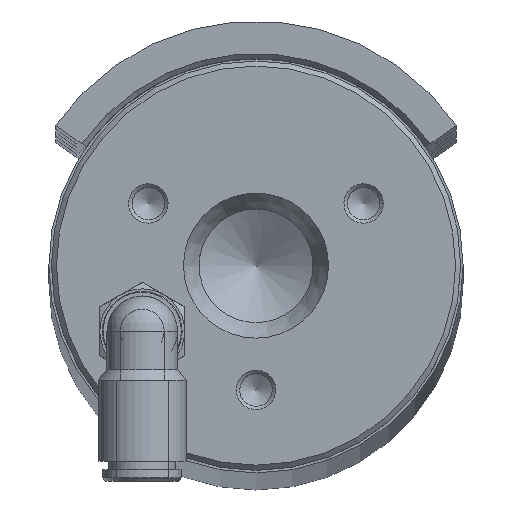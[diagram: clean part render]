
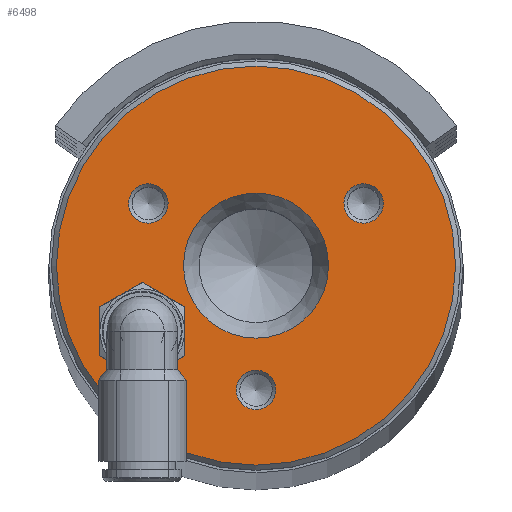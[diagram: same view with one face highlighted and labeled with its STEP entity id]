
A CAD part, top view. The second image highlights one B-rep face of the part: STEP entity #6498.
In plain terms, the highlighted face is planar.
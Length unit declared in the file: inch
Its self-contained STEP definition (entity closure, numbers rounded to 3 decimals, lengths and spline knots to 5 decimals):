
#958 = DIRECTION ( 'NONE',  ( -1., 0., 0. ) ) ;
#1077 = FACE_BOUND ( 'NONE', #8178, .T. ) ;
#1325 = DIRECTION ( 'NONE',  ( 0., 0., -1. ) ) ;
#1345 = EDGE_CURVE ( 'NONE', #10879, #10879, #2279, .T. ) ;
#1520 = CARTESIAN_POINT ( 'NONE',  ( -0.4375, 0., -1.8775 ) ) ;
#1660 = CIRCLE ( 'NONE', #5580, 0.19154 ) ;
#1719 = EDGE_CURVE ( 'NONE', #3178, #3178, #5612, .T. ) ;
#1918 = DIRECTION ( 'NONE',  ( -1., 0., 0. ) ) ;
#2060 = DIRECTION ( 'NONE',  ( -1., 0., 0. ) ) ;
#2098 = VERTEX_POINT ( 'NONE', #4865 ) ;
#2175 = PLANE ( 'NONE',  #11458 ) ;
#2279 = CIRCLE ( 'NONE', #7391, 0.11909 ) ;
#2547 = ORIENTED_EDGE ( 'NONE', *, *, #11465, .F. ) ;
#2673 = CARTESIAN_POINT ( 'NONE',  ( -0.11909, -0.75, -1.8775 ) ) ;
#2902 = CARTESIAN_POINT ( 'NONE',  ( 0.64952, 0.375, -1.8775 ) ) ;
#2922 = CARTESIAN_POINT ( 'NONE',  ( 1.25, -5.03952, -1.8775 ) ) ;
#3178 = VERTEX_POINT ( 'NONE', #1520 ) ;
#3252 = DIRECTION ( 'NONE',  ( -1., 0., 0. ) ) ;
#3396 = ORIENTED_EDGE ( 'NONE', *, *, #1345, .F. ) ;
#3516 = CARTESIAN_POINT ( 'NONE',  ( 0., 0.79272, -1.8775 ) ) ;
#3673 = DIRECTION ( 'NONE',  ( -1., 0., 0. ) ) ;
#4194 = AXIS2_PLACEMENT_3D ( 'NONE', #10499, #4813, #2060 ) ;
#4223 = AXIS2_PLACEMENT_3D ( 'NONE', #2902, #6535, #1918 ) ;
#4408 = CARTESIAN_POINT ( 'NONE',  ( -1.204, 0., -1.8775 ) ) ;
#4813 = DIRECTION ( 'NONE',  ( 0., 0., -1. ) ) ;
#4865 = CARTESIAN_POINT ( 'NONE',  ( -0.19154, 0.79272, -1.8775 ) ) ;
#5004 = FACE_BOUND ( 'NONE', #11279, .T. ) ;
#5580 = AXIS2_PLACEMENT_3D ( 'NONE', #3516, #9120, #10921 ) ;
#5612 = CIRCLE ( 'NONE', #8764, 0.4375 ) ;
#5747 = DIRECTION ( 'NONE',  ( -1., 0., 0. ) ) ;
#5933 = FACE_BOUND ( 'NONE', #9716, .T. ) ;
#6190 = CARTESIAN_POINT ( 'NONE',  ( -0.76861, 0.375, -1.8775 ) ) ;
#6210 = DIRECTION ( 'NONE',  ( 0., 0., -1. ) ) ;
#6452 = EDGE_CURVE ( 'NONE', #12025, #12025, #7522, .T. ) ;
#6498 = ADVANCED_FACE ( 'NONE', ( #10621, #1077, #5933, #9637, #5004, #8829 ), #2175, .T. ) ;
#6535 = DIRECTION ( 'NONE',  ( 0., 0., -1. ) ) ;
#6558 = CARTESIAN_POINT ( 'NONE',  ( 0., 0., -1.8775 ) ) ;
#7207 = ORIENTED_EDGE ( 'NONE', *, *, #8586, .F. ) ;
#7391 = AXIS2_PLACEMENT_3D ( 'NONE', #10834, #6210, #3252 ) ;
#7516 = EDGE_LOOP ( 'NONE', ( #8704 ) ) ;
#7522 = CIRCLE ( 'NONE', #8309, 1.204 ) ;
#7954 = CIRCLE ( 'NONE', #4223, 0.11909 ) ;
#8178 = EDGE_LOOP ( 'NONE', ( #11292 ) ) ;
#8309 = AXIS2_PLACEMENT_3D ( 'NONE', #6558, #10314, #958 ) ;
#8586 = EDGE_CURVE ( 'NONE', #11111, #11111, #11857, .T. ) ;
#8704 = ORIENTED_EDGE ( 'NONE', *, *, #6452, .T. ) ;
#8764 = AXIS2_PLACEMENT_3D ( 'NONE', #9409, #11195, #3673 ) ;
#8829 = FACE_OUTER_BOUND ( 'NONE', #7516, .T. ) ;
#9120 = DIRECTION ( 'NONE',  ( 0., 0., -1. ) ) ;
#9409 = CARTESIAN_POINT ( 'NONE',  ( 0., 0., -1.8775 ) ) ;
#9417 = ORIENTED_EDGE ( 'NONE', *, *, #1719, .F. ) ;
#9637 = FACE_BOUND ( 'NONE', #9846, .T. ) ;
#9716 = EDGE_LOOP ( 'NONE', ( #3396 ) ) ;
#9846 = EDGE_LOOP ( 'NONE', ( #2547 ) ) ;
#10314 = DIRECTION ( 'NONE',  ( 0., 0., -1. ) ) ;
#10331 = EDGE_LOOP ( 'NONE', ( #7207 ) ) ;
#10499 = CARTESIAN_POINT ( 'NONE',  ( 0., -0.75, -1.8775 ) ) ;
#10621 = FACE_BOUND ( 'NONE', #10331, .T. ) ;
#10834 = CARTESIAN_POINT ( 'NONE',  ( -0.64952, 0.375, -1.8775 ) ) ;
#10879 = VERTEX_POINT ( 'NONE', #6190 ) ;
#10921 = DIRECTION ( 'NONE',  ( -1., 0., 0. ) ) ;
#11111 = VERTEX_POINT ( 'NONE', #2673 ) ;
#11195 = DIRECTION ( 'NONE',  ( 0., 0., -1. ) ) ;
#11279 = EDGE_LOOP ( 'NONE', ( #9417 ) ) ;
#11292 = ORIENTED_EDGE ( 'NONE', *, *, #11725, .F. ) ;
#11458 = AXIS2_PLACEMENT_3D ( 'NONE', #2922, #1325, #5747 ) ;
#11465 = EDGE_CURVE ( 'NONE', #2098, #2098, #1660, .T. ) ;
#11579 = CARTESIAN_POINT ( 'NONE',  ( 0.53042, 0.375, -1.8775 ) ) ;
#11638 = VERTEX_POINT ( 'NONE', #11579 ) ;
#11725 = EDGE_CURVE ( 'NONE', #11638, #11638, #7954, .T. ) ;
#11857 = CIRCLE ( 'NONE', #4194, 0.11909 ) ;
#12025 = VERTEX_POINT ( 'NONE', #4408 ) ;
